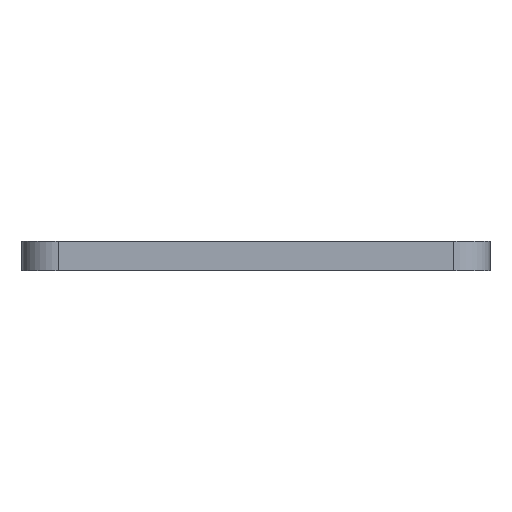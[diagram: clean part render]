
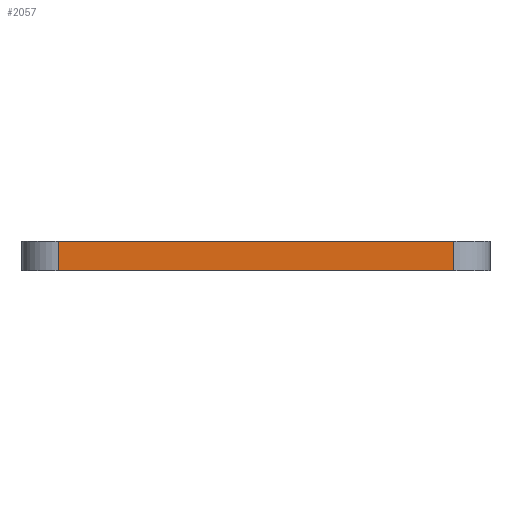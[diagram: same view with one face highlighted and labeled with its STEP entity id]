
A CAD part, left-side view. The second image highlights one B-rep face of the part: STEP entity #2057.
In plain terms, the highlighted planar face has unit normal (-1, 0, 0).
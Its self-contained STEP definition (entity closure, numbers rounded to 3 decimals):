
#33=PLANE('',#2358);
#39=LINE('',#3432,#71);
#50=LINE('',#3476,#82);
#55=LINE('',#3488,#87);
#56=LINE('',#3490,#88);
#71=VECTOR('',#2894,10.);
#82=VECTOR('',#2937,10.);
#87=VECTOR('',#2952,10.);
#88=VECTOR('',#2955,10.);
#455=FACE_OUTER_BOUND('',#813,.T.);
#813=EDGE_LOOP('',(#1856,#1857,#1858,#1859));
#1185=VERTEX_POINT('',#3429);
#1186=VERTEX_POINT('',#3431);
#1202=VERTEX_POINT('',#3473);
#1203=VERTEX_POINT('',#3475);
#1388=EDGE_CURVE('',#1185,#1186,#39,.T.);
#1410=EDGE_CURVE('',#1202,#1203,#50,.T.);
#1417=EDGE_CURVE('',#1203,#1185,#55,.T.);
#1418=EDGE_CURVE('',#1186,#1202,#56,.T.);
#1856=ORIENTED_EDGE('',*,*,#1417,.F.);
#1857=ORIENTED_EDGE('',*,*,#1410,.F.);
#1858=ORIENTED_EDGE('',*,*,#1418,.F.);
#1859=ORIENTED_EDGE('',*,*,#1388,.F.);
#2057=ADVANCED_FACE('',(#455),#33,.T.);
#2358=AXIS2_PLACEMENT_3D('',#3502,#2973,#2974);
#2894=DIRECTION('',(0.,-1.,0.));
#2937=DIRECTION('',(0.,1.,0.));
#2952=DIRECTION('',(0.,0.,1.));
#2955=DIRECTION('',(0.,0.,-1.));
#2973=DIRECTION('center_axis',(-1.,0.,0.));
#2974=DIRECTION('ref_axis',(0.,-1.,0.));
#3429=CARTESIAN_POINT('',(-89.,33.4,5.));
#3431=CARTESIAN_POINT('',(-89.,-33.4,5.));
#3432=CARTESIAN_POINT('',(-89.,-39.5,5.));
#3473=CARTESIAN_POINT('',(-89.,-33.4,0.));
#3475=CARTESIAN_POINT('',(-89.,33.4,0.));
#3476=CARTESIAN_POINT('',(-89.,-39.5,0.));
#3488=CARTESIAN_POINT('',(-89.,33.4,0.));
#3490=CARTESIAN_POINT('',(-89.,-33.4,0.));
#3502=CARTESIAN_POINT('Origin',(-89.,39.5,0.));
